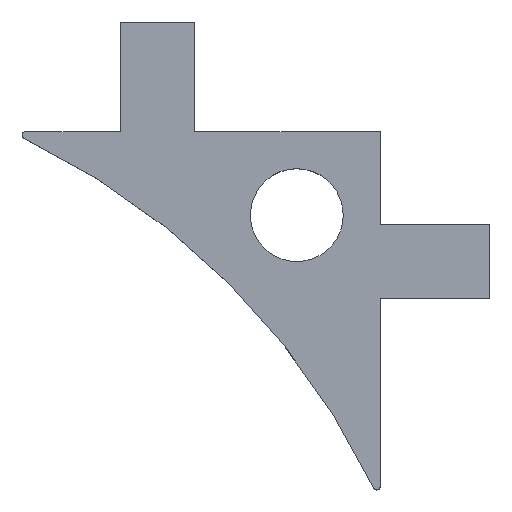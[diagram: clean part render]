
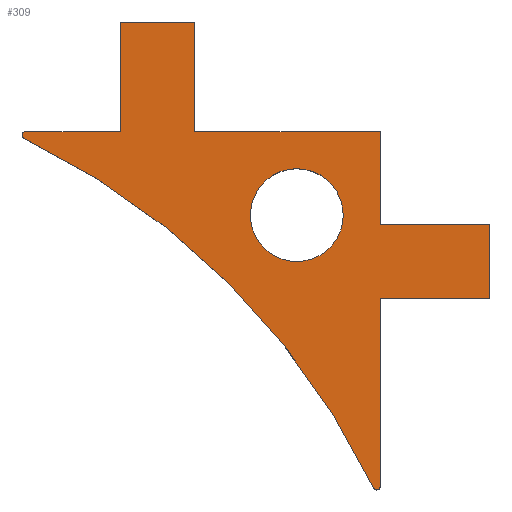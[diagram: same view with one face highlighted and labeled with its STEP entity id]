
A CAD part, top view. The second image highlights one B-rep face of the part: STEP entity #309.
In plain terms, the highlighted planar face has unit normal (0, 0, 1).
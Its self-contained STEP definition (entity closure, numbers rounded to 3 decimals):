
#17=FACE_BOUND('',#64,.T.);
#29=PLANE('',#335);
#45=FACE_OUTER_BOUND('',#63,.T.);
#63=EDGE_LOOP('',(#276,#277,#278,#279,#280,#281,#282,#283,#284,#285,#286,
#287,#288));
#64=EDGE_LOOP('',(#289));
#80=LINE('',#470,#113);
#82=LINE('',#474,#115);
#84=LINE('',#478,#117);
#86=LINE('',#482,#119);
#88=LINE('',#485,#121);
#89=LINE('',#488,#122);
#91=LINE('',#492,#124);
#93=LINE('',#496,#126);
#95=LINE('',#500,#128);
#97=LINE('',#503,#130);
#113=VECTOR('',#381,5.);
#115=VECTOR('',#385,5.9);
#117=VECTOR('',#389,4.);
#119=VECTOR('',#393,5.9);
#121=VECTOR('',#397,10.096);
#122=VECTOR('',#400,5.096);
#124=VECTOR('',#404,5.9);
#126=VECTOR('',#408,4.);
#128=VECTOR('',#412,5.9);
#130=VECTOR('',#416,10.);
#131=CIRCLE('',#313,0.2);
#134=CIRCLE('',#317,40.);
#137=CIRCLE('',#322,0.2);
#138=CIRCLE('',#324,2.5);
#139=VERTEX_POINT('',#421);
#140=VERTEX_POINT('',#422);
#144=VERTEX_POINT('',#432);
#156=VERTEX_POINT('',#460);
#157=VERTEX_POINT('',#464);
#158=VERTEX_POINT('',#467);
#159=VERTEX_POINT('',#469);
#160=VERTEX_POINT('',#473);
#161=VERTEX_POINT('',#477);
#162=VERTEX_POINT('',#481);
#163=VERTEX_POINT('',#487);
#164=VERTEX_POINT('',#491);
#165=VERTEX_POINT('',#495);
#166=VERTEX_POINT('',#499);
#167=EDGE_CURVE('',#139,#140,#131,.T.);
#173=EDGE_CURVE('',#139,#144,#134,.T.);
#186=EDGE_CURVE('',#156,#144,#137,.T.);
#188=EDGE_CURVE('',#157,#157,#138,.T.);
#190=EDGE_CURVE('',#159,#158,#80,.T.);
#192=EDGE_CURVE('',#160,#159,#82,.T.);
#194=EDGE_CURVE('',#161,#160,#84,.T.);
#196=EDGE_CURVE('',#162,#161,#86,.T.);
#198=EDGE_CURVE('',#156,#162,#88,.T.);
#199=EDGE_CURVE('',#163,#140,#89,.T.);
#201=EDGE_CURVE('',#164,#163,#91,.T.);
#203=EDGE_CURVE('',#165,#164,#93,.T.);
#205=EDGE_CURVE('',#166,#165,#95,.T.);
#207=EDGE_CURVE('',#158,#166,#97,.T.);
#276=ORIENTED_EDGE('',*,*,#167,.F.);
#277=ORIENTED_EDGE('',*,*,#173,.T.);
#278=ORIENTED_EDGE('',*,*,#186,.F.);
#279=ORIENTED_EDGE('',*,*,#198,.T.);
#280=ORIENTED_EDGE('',*,*,#196,.T.);
#281=ORIENTED_EDGE('',*,*,#194,.T.);
#282=ORIENTED_EDGE('',*,*,#192,.T.);
#283=ORIENTED_EDGE('',*,*,#190,.T.);
#284=ORIENTED_EDGE('',*,*,#207,.T.);
#285=ORIENTED_EDGE('',*,*,#205,.T.);
#286=ORIENTED_EDGE('',*,*,#203,.T.);
#287=ORIENTED_EDGE('',*,*,#201,.T.);
#288=ORIENTED_EDGE('',*,*,#199,.T.);
#289=ORIENTED_EDGE('',*,*,#188,.T.);
#309=ADVANCED_FACE('',(#45,#17),#29,.T.);
#313=AXIS2_PLACEMENT_3D('',#423,#340,#341);
#317=AXIS2_PLACEMENT_3D('',#434,#351,#352);
#322=AXIS2_PLACEMENT_3D('',#461,#371,#372);
#324=AXIS2_PLACEMENT_3D('',#465,#376,#377);
#335=AXIS2_PLACEMENT_3D('',#504,#417,#418);
#340=DIRECTION('center_axis',(0.,0.,-1.));
#341=DIRECTION('ref_axis',(-0.975,0.221,0.));
#351=DIRECTION('center_axis',(0.,0.,-1.));
#352=DIRECTION('ref_axis',(-0.911,-0.411,0.));
#371=DIRECTION('center_axis',(0.,0.,-1.));
#372=DIRECTION('ref_axis',(0.221,-0.975,0.));
#376=DIRECTION('center_axis',(0.,0.,-1.));
#377=DIRECTION('ref_axis',(-1.,0.,0.));
#381=DIRECTION('',(0.,1.,0.));
#385=DIRECTION('',(-1.,0.,0.));
#389=DIRECTION('',(0.,1.,0.));
#393=DIRECTION('',(1.,0.,0.));
#397=DIRECTION('',(0.,1.,0.));
#400=DIRECTION('',(-1.,0.,0.));
#404=DIRECTION('',(0.,-1.,0.));
#408=DIRECTION('',(-1.,0.,0.));
#412=DIRECTION('',(0.,1.,0.));
#416=DIRECTION('',(-1.,0.,0.));
#417=DIRECTION('center_axis',(0.,0.,1.));
#418=DIRECTION('ref_axis',(1.,0.,0.));
#421=CARTESIAN_POINT('',(-19.182,-0.38,3.));
#422=CARTESIAN_POINT('',(-19.096,0.,3.));
#423=CARTESIAN_POINT('Origin',(-19.096,-0.2,3.));
#432=CARTESIAN_POINT('',(-0.38,-19.182,3.));
#434=CARTESIAN_POINT('Origin',(-36.458,-36.458,3.));
#460=CARTESIAN_POINT('',(0.,-19.096,3.));
#461=CARTESIAN_POINT('Origin',(-0.2,-19.096,3.));
#464=CARTESIAN_POINT('',(-2.,-4.5,3.));
#465=CARTESIAN_POINT('Origin',(-4.5,-4.5,3.));
#467=CARTESIAN_POINT('',(0.,0.,3.));
#469=CARTESIAN_POINT('',(0.,-5.,3.));
#470=CARTESIAN_POINT('',(0.,-5.,3.));
#473=CARTESIAN_POINT('',(5.9,-5.,3.));
#474=CARTESIAN_POINT('',(5.9,-5.,3.));
#477=CARTESIAN_POINT('',(5.9,-9.,3.));
#478=CARTESIAN_POINT('',(5.9,-9.,3.));
#481=CARTESIAN_POINT('',(0.,-9.,3.));
#482=CARTESIAN_POINT('',(0.,-9.,3.));
#485=CARTESIAN_POINT('',(0.,-20.,3.));
#487=CARTESIAN_POINT('',(-14.,0.,3.));
#488=CARTESIAN_POINT('',(-14.,0.,3.));
#491=CARTESIAN_POINT('',(-14.,5.9,3.));
#492=CARTESIAN_POINT('',(-14.,5.9,3.));
#495=CARTESIAN_POINT('',(-10.,5.9,3.));
#496=CARTESIAN_POINT('',(-10.,5.9,3.));
#499=CARTESIAN_POINT('',(-10.,0.,3.));
#500=CARTESIAN_POINT('',(-10.,0.,3.));
#503=CARTESIAN_POINT('',(0.,0.,3.));
#504=CARTESIAN_POINT('Origin',(-5.554,-4.862,3.));
